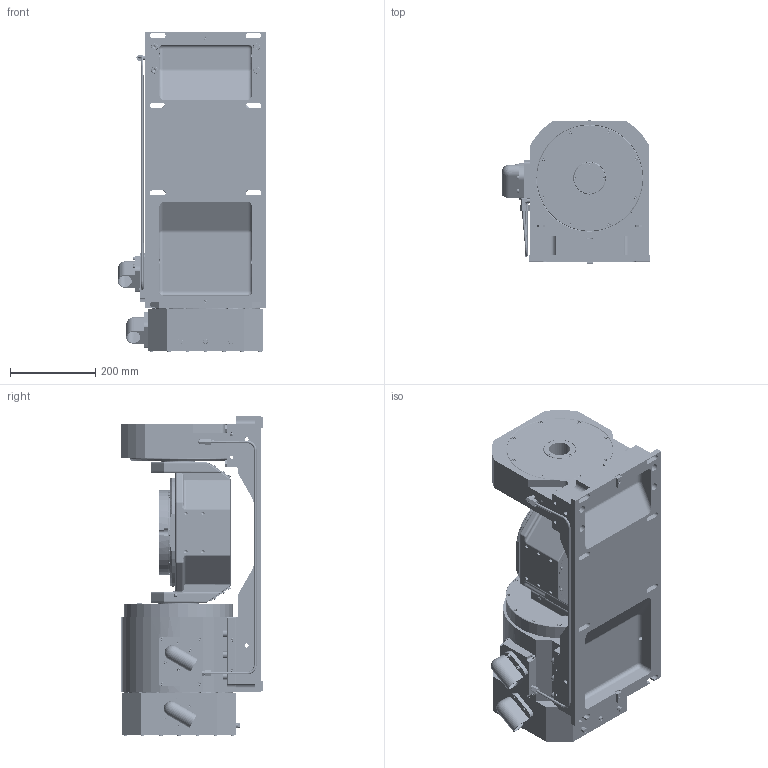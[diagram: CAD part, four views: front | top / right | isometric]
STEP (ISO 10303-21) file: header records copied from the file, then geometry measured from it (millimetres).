
FILE_DESCRIPTION(/* description */ (''),/* implementation_level */ '2;1');
FILE_NAME(/* name */ 'AS01198G_RAB-200.stp',/* time_stamp */ '2021-01-22T09:27:21+08:00',/* author */ ('james_li'),/* organization */ (''),/* preprocessor_version */ 'ST-DEVELOPER v18',/* originating_system */ 'Autodesk Inventor 2020',/* authorisation */ '');
FILE_SCHEMA (('AUTOMOTIVE_DESIGN { 1 0 10303 214 3 1 1 }'));
Products named in the file (1): AS01198G_RAB-200_G1_Shrinkwrap_1
Bounding box: 349 x 335.3 x 753 mm (x, y, z)
Volume: 33.5 mm3; surface area: 1912146.6 mm2
Topology: 1 solids, 297 shells, 4077 faces, 13688 edges, 9805 vertices
Faces by surface type: plane 2508, bspline 621, cylinder 550, cone 239, torus 132, sphere 27
Full cylindrical faces by diameter (mm): 2.5 x2, 3 x2, 4 x1, 4.134 x4, 4.917 x8, 5 x1, 5.5 x18, 5.7 x8, 6 x14, 6.647 x2, 7 x2, 7.6 x12, 8 x3, 8.376 x21, 8.5 x38, 9.5 x2, 10 x32, 10.106 x4, 10.376 x2, 10.5 x10, 11 x22, 11.5 x2, 14 x8, 16 x6, 18 x4, 30 x1, 31 x2, 40 x1, 50 x1, 75 x1
Entity records: 237083 total; most frequent: CARTESIAN_POINT 120559, ORIENTED_EDGE 22524, DIRECTION 20845, EDGE_CURVE 13519, VERTEX_POINT 9813, LINE 8217, VECTOR 8217, AXIS2_PLACEMENT_3D 6314
